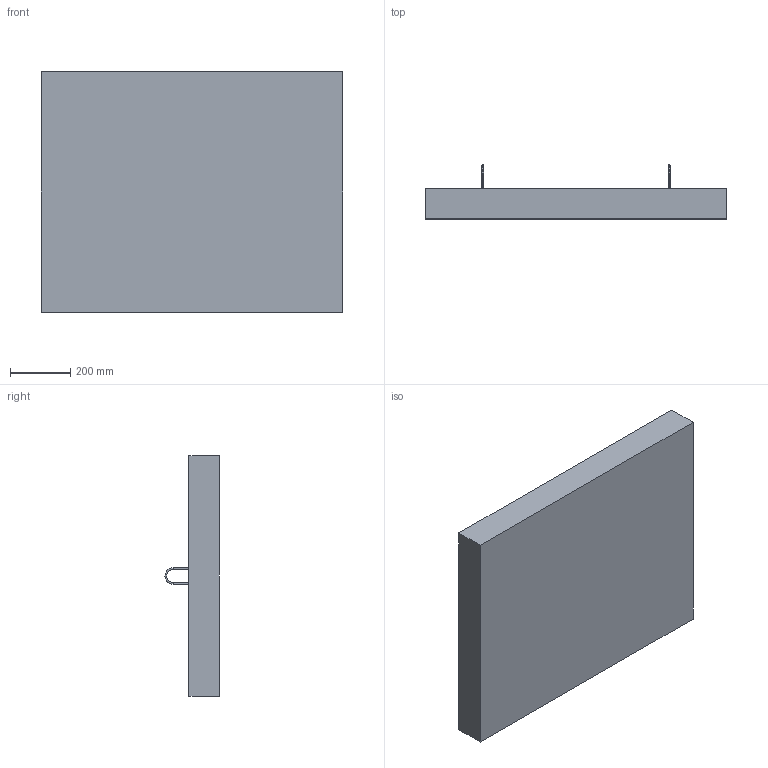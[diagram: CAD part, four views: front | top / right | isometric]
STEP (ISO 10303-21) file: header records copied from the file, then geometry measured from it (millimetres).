
FILE_DESCRIPTION (( 'STEP AP214' ), '1' );
FILE_NAME ('Á-4-00 Ïëèòà Æ.Á. äëÿ âðåìåííîãî çàìåùåíèÿ òðàññ òåëåôîííîé êàíàëèçàöèè ÏÂÇ-1.STEP', '2021-09-15T07:39:10', ( '' ), ( '' ), 'SwSTEP 2.0', 'SolidWorks 2018', '' );
FILE_SCHEMA (( 'AUTOMOTIVE_DESIGN' ));
Length unit declared in the file: millimetre
Products named in the file (1): Á-4-00 Ïëèòà Æ.Á. äëÿ âðåìåííîãî çàìåùåíèÿ òðàññ òåëåôîííîé êàíàëèçàöèè ÏÂÇ-1
Bounding box: 1000 x 180 x 800 mm (x, y, z)
Volume: 80012081.3 mm3; surface area: 1967301.9 mm2
Topology: 1 solids, 1 shells, 18 faces, 40 edges, 24 vertices
Faces by surface type: cylinder 8, plane 6, torus 4
Entity records: 542 total; most frequent: DIRECTION 98, CARTESIAN_POINT 83, ORIENTED_EDGE 80, EDGE_CURVE 40, AXIS2_PLACEMENT_3D 39, VERTEX_POINT 24, EDGE_LOOP 22, LINE 20
